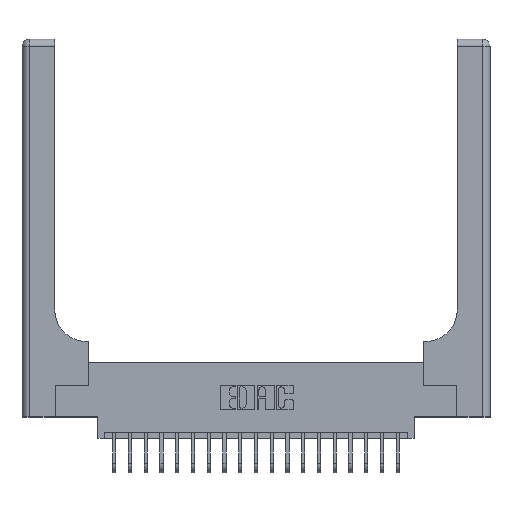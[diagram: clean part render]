
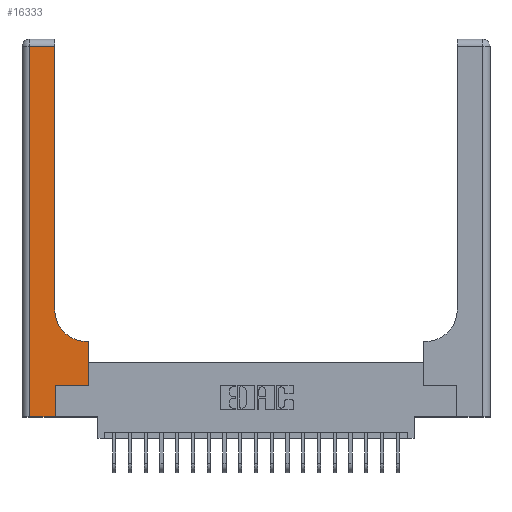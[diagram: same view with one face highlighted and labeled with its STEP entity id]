
A CAD part, top view. The second image highlights one B-rep face of the part: STEP entity #16333.
In plain terms, the highlighted planar face has unit normal (0, 0, 1).
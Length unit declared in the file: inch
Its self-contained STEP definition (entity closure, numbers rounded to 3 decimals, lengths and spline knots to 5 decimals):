
#39 = ORIENTED_EDGE ( 'NONE', *, *, #12458, .T. ) ;
#122 = VERTEX_POINT ( 'NONE', #1525 ) ;
#1461 = EDGE_CURVE ( 'NONE', #10393, #7262, #16420, .T. ) ;
#1500 = EDGE_LOOP ( 'NONE', ( #9413, #16705, #16235, #39, #3041, #10665, #15594, #8101, #3638 ) ) ;
#1525 = CARTESIAN_POINT ( 'NONE',  ( 0.26, 0.85, 0.37 ) ) ;
#2071 = PLANE ( 'NONE',  #14617 ) ;
#2074 = CARTESIAN_POINT ( 'NONE',  ( 0.528, 0.25, 0.37 ) ) ;
#2432 = EDGE_CURVE ( 'NONE', #122, #4442, #17053, .T. ) ;
#2438 = DIRECTION ( 'NONE',  ( 1., 0., 0. ) ) ;
#2479 = FACE_OUTER_BOUND ( 'NONE', #1500, .T. ) ;
#2613 = CARTESIAN_POINT ( 'NONE',  ( 0., 2.94, 0.37 ) ) ;
#2685 = CARTESIAN_POINT ( 'NONE',  ( 0.26, 3., 0.37 ) ) ;
#2705 = EDGE_CURVE ( 'NONE', #3431, #10393, #5704, .T. ) ;
#3041 = ORIENTED_EDGE ( 'NONE', *, *, #14035, .T. ) ;
#3319 = CARTESIAN_POINT ( 'NONE',  ( 0.06, 3., 0.37 ) ) ;
#3322 = CARTESIAN_POINT ( 'NONE',  ( 0.51, 0.6, 0.37 ) ) ;
#3431 = VERTEX_POINT ( 'NONE', #14769 ) ;
#3638 = ORIENTED_EDGE ( 'NONE', *, *, #9298, .T. ) ;
#4442 = VERTEX_POINT ( 'NONE', #13834 ) ;
#4702 = VERTEX_POINT ( 'NONE', #16243 ) ;
#4800 = VECTOR ( 'NONE', #12606, 39.37008 ) ;
#5115 = DIRECTION ( 'NONE',  ( 0., 1., 0. ) ) ;
#5493 = VECTOR ( 'NONE', #7556, 39.37008 ) ;
#5704 = LINE ( 'NONE', #16692, #13599 ) ;
#5765 = LINE ( 'NONE', #15093, #14313 ) ;
#6366 = DIRECTION ( 'NONE',  ( 0., 0., -1. ) ) ;
#6589 = LINE ( 'NONE', #3319, #10001 ) ;
#7262 = VERTEX_POINT ( 'NONE', #13860 ) ;
#7556 = DIRECTION ( 'NONE',  ( -1., 0., 0. ) ) ;
#8092 = AXIS2_PLACEMENT_3D ( 'NONE', #15898, #6366, #12434 ) ;
#8101 = ORIENTED_EDGE ( 'NONE', *, *, #19042, .T. ) ;
#8878 = CARTESIAN_POINT ( 'NONE',  ( 0., 3., 0.37 ) ) ;
#9298 = EDGE_CURVE ( 'NONE', #20689, #122, #12771, .T. ) ;
#9413 = ORIENTED_EDGE ( 'NONE', *, *, #2432, .T. ) ;
#9466 = LINE ( 'NONE', #17326, #4800 ) ;
#9823 = CARTESIAN_POINT ( 'NONE',  ( 0.528, 0.25, 0.37 ) ) ;
#10001 = VECTOR ( 'NONE', #12970, 39.37008 ) ;
#10219 = LINE ( 'NONE', #17435, #16232 ) ;
#10361 = DIRECTION ( 'NONE',  ( -1., 0., 0. ) ) ;
#10393 = VERTEX_POINT ( 'NONE', #2074 ) ;
#10665 = ORIENTED_EDGE ( 'NONE', *, *, #2705, .T. ) ;
#11658 = CARTESIAN_POINT ( 'NONE',  ( 0.06, 0., 0.37 ) ) ;
#11825 = DIRECTION ( 'NONE',  ( 0., 0., -1. ) ) ;
#12030 = DIRECTION ( 'NONE',  ( -1., 0., 0. ) ) ;
#12434 = DIRECTION ( 'NONE',  ( 1., 0., 0. ) ) ;
#12458 = EDGE_CURVE ( 'NONE', #19929, #4702, #9466, .T. ) ;
#12606 = DIRECTION ( 'NONE',  ( 1., 0., 0. ) ) ;
#12764 = EDGE_CURVE ( 'NONE', #4442, #16725, #18359, .T. ) ;
#12771 = CIRCLE ( 'NONE', #8092, 0.25 ) ;
#12970 = DIRECTION ( 'NONE',  ( 0., -1., 0. ) ) ;
#13163 = CARTESIAN_POINT ( 'NONE',  ( 0.06, 2.94, 0.37 ) ) ;
#13300 = VECTOR ( 'NONE', #20415, 39.37008 ) ;
#13599 = VECTOR ( 'NONE', #2438, 39.37008 ) ;
#13834 = CARTESIAN_POINT ( 'NONE',  ( 0.26, 2.94, 0.37 ) ) ;
#13860 = CARTESIAN_POINT ( 'NONE',  ( 0.528, 0.6, 0.37 ) ) ;
#13876 = DIRECTION ( 'NONE',  ( 0., 1., 0. ) ) ;
#14035 = EDGE_CURVE ( 'NONE', #4702, #3431, #10219, .T. ) ;
#14313 = VECTOR ( 'NONE', #10361, 39.37008 ) ;
#14617 = AXIS2_PLACEMENT_3D ( 'NONE', #8878, #11825, #12030 ) ;
#14769 = CARTESIAN_POINT ( 'NONE',  ( 0.265, 0.25, 0.37 ) ) ;
#15093 = CARTESIAN_POINT ( 'NONE',  ( 0.26, 0.6, 0.37 ) ) ;
#15594 = ORIENTED_EDGE ( 'NONE', *, *, #1461, .T. ) ;
#15898 = CARTESIAN_POINT ( 'NONE',  ( 0.51, 0.85, 0.37 ) ) ;
#16232 = VECTOR ( 'NONE', #13876, 39.37008 ) ;
#16235 = ORIENTED_EDGE ( 'NONE', *, *, #19403, .T. ) ;
#16243 = CARTESIAN_POINT ( 'NONE',  ( 0.265, 0., 0.37 ) ) ;
#16333 = ADVANCED_FACE ( 'NONE', ( #2479 ), #2071, .F. ) ;
#16420 = LINE ( 'NONE', #9823, #19694 ) ;
#16692 = CARTESIAN_POINT ( 'NONE',  ( 0.265, 0.25, 0.37 ) ) ;
#16705 = ORIENTED_EDGE ( 'NONE', *, *, #12764, .T. ) ;
#16725 = VERTEX_POINT ( 'NONE', #13163 ) ;
#17053 = LINE ( 'NONE', #2685, #13300 ) ;
#17326 = CARTESIAN_POINT ( 'NONE',  ( 0., 0., 0.37 ) ) ;
#17435 = CARTESIAN_POINT ( 'NONE',  ( 0.265, 0., 0.37 ) ) ;
#18359 = LINE ( 'NONE', #2613, #5493 ) ;
#19042 = EDGE_CURVE ( 'NONE', #7262, #20689, #5765, .T. ) ;
#19403 = EDGE_CURVE ( 'NONE', #16725, #19929, #6589, .T. ) ;
#19694 = VECTOR ( 'NONE', #5115, 39.37008 ) ;
#19929 = VERTEX_POINT ( 'NONE', #11658 ) ;
#20415 = DIRECTION ( 'NONE',  ( 0., 1., 0. ) ) ;
#20689 = VERTEX_POINT ( 'NONE', #3322 ) ;
